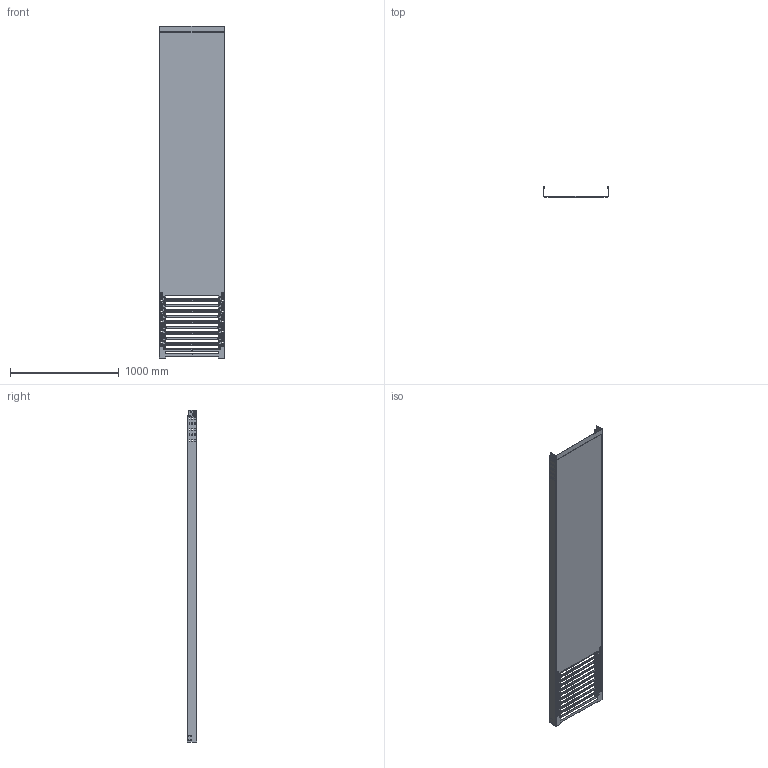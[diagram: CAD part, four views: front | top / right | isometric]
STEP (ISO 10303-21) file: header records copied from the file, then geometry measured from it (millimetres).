
FILE_DESCRIPTION (( 'STEP AP214' ), '1' );
FILE_NAME ('6059542.STEP', '2025-09-09T09:10:33', ( '' ), ( '' ), 'SwSTEP 2.0', 'SolidWorks 2024', '' );
FILE_SCHEMA (( 'AUTOMOTIVE_DESIGN' ));
Length unit declared in the file: millimetre
Products named in the file (1): 6059542
Bounding box: 604.5 x 88.5 x 3050 mm (x, y, z)
Volume: 3407942.3 mm3; surface area: 4583460.5 mm2
Topology: 1 solids, 1 shells, 1777 faces, 4413 edges, 2678 vertices
Faces by surface type: cylinder 680, plane 503, torus 384, cone 186, bspline 20, sphere 4
Entity records: 53552 total; most frequent: DIRECTION 10027, CARTESIAN_POINT 9611, ORIENTED_EDGE 8826, EDGE_CURVE 4413, AXIS2_PLACEMENT_3D 3910, VERTEX_POINT 2678, LINE 2207, VECTOR 2207
